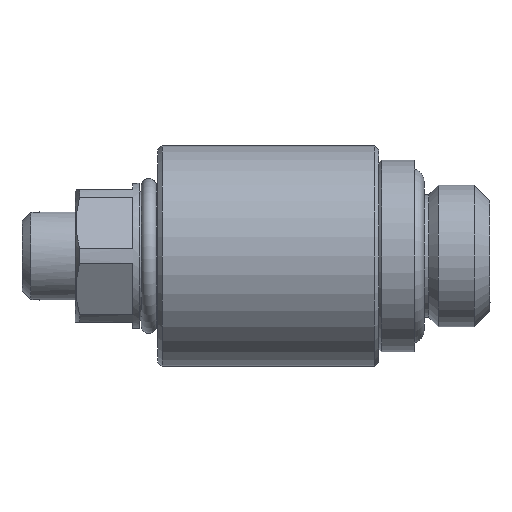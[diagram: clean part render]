
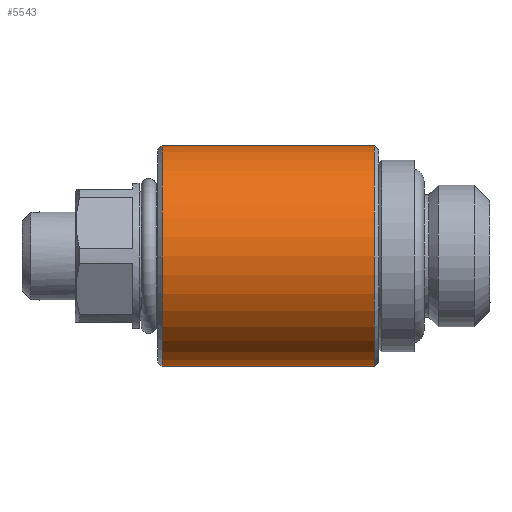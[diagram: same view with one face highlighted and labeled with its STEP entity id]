
A CAD part, left-side view. The second image highlights one B-rep face of the part: STEP entity #5543.
In plain terms, the highlighted cylindrical face has radius 7.5 mm (diameter 15 mm), a full revolution.
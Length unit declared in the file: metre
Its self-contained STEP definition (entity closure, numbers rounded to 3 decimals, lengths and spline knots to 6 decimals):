
#33=CYLINDRICAL_SURFACE('',#5778,0.0075);
#53=CIRCLE('',#5599,0.0075);
#75=CIRCLE('',#5652,0.0075);
#1924=ORIENTED_EDGE('',*,*,#2268,.T.);
#1925=ORIENTED_EDGE('',*,*,#2480,.T.);
#1926=ORIENTED_EDGE('',*,*,#2297,.T.);
#1927=ORIENTED_EDGE('',*,*,#2168,.F.);
#2168=EDGE_CURVE('',#2691,#2691,#53,.T.);
#2268=EDGE_CURVE('',#2765,#2763,#2938,.T.);
#2297=EDGE_CURVE('',#2785,#2785,#75,.T.);
#2480=EDGE_CURVE('',#2763,#2765,#2996,.T.);
#2691=VERTEX_POINT('',#8236);
#2763=VERTEX_POINT('',#9013);
#2765=VERTEX_POINT('',#9036);
#2785=VERTEX_POINT('',#9424);
#2938=B_SPLINE_CURVE_WITH_KNOTS('',3,(#9015,#9016,#9017,#9018,#9019,#9020,
#9021,#9022,#9023,#9024,#9025,#9026,#9027,#9028,#9029,#9030,#9031,#9032,
#9033,#9034,#9035),.UNSPECIFIED.,.F.,.F.,(4,1,1,1,1,1,1,1,1,1,1,1,1,1,1,
1,1,1,4),(0.,0.03125,0.0625,0.125,0.1875,0.25,0.375,0.4375,0.5,0.5625,0.625,
0.75,0.8125,0.875,0.90625,0.9375,0.96875,0.984375,1.),.UNSPECIFIED.);
#2996=B_SPLINE_CURVE_WITH_KNOTS('',3,(#11914,#11915,#11916,#11917,#11918,
#11919,#11920,#11921,#11922,#11923,#11924,#11925,#11926,#11927,#11928,#11929,
#11930,#11931,#11932,#11933,#11934),.UNSPECIFIED.,.F.,.F.,(4,1,1,1,1,1,
1,1,1,1,1,1,1,1,1,1,1,1,4),(0.,0.015625,0.03125,0.0625,0.09375,0.125,0.1875,
0.25,0.375,0.5,0.625,0.75,0.8125,0.875,0.90625,0.9375,0.96875,0.984375,
1.),.UNSPECIFIED.);
#3280=EDGE_LOOP('',(#1924,#1925));
#3281=EDGE_LOOP('',(#1926));
#3282=EDGE_LOOP('',(#1927));
#3568=FACE_BOUND('',#3280,.T.);
#3569=FACE_BOUND('',#3281,.T.);
#3570=FACE_BOUND('',#3282,.T.);
#5543=ADVANCED_FACE('',(#3568,#3569,#3570),#33,.T.);
#5599=AXIS2_PLACEMENT_3D('',#8235,#6010,#6011);
#5652=AXIS2_PLACEMENT_3D('',#9423,#6189,#6190);
#5778=AXIS2_PLACEMENT_3D('',#11935,#6567,#6568);
#6010=DIRECTION('',(0.,-1.,0.));
#6011=DIRECTION('',(0.,0.,-1.));
#6189=DIRECTION('',(0.,-1.,0.));
#6190=DIRECTION('',(0.,0.,-1.));
#6567=DIRECTION('',(0.,1.,0.));
#6568=DIRECTION('',(0.,0.,-1.));
#8235=CARTESIAN_POINT('',(0.,0.0082,0.));
#8236=CARTESIAN_POINT('',(0.,0.0082,-0.0075));
#9013=CARTESIAN_POINT('',(0.005662,0.015337,-0.004918));
#9015=CARTESIAN_POINT('',(0.005662,0.015477,0.004918));
#9016=CARTESIAN_POINT('',(0.005666,0.015663,0.004914));
#9017=CARTESIAN_POINT('',(0.005683,0.015985,0.004894));
#9018=CARTESIAN_POINT('',(0.005773,0.016638,0.004789));
#9019=CARTESIAN_POINT('',(0.005979,0.01743,0.004535));
#9020=CARTESIAN_POINT('',(0.006291,0.018248,0.0041));
#9021=CARTESIAN_POINT('',(0.006779,0.019264,0.003276));
#9022=CARTESIAN_POINT('',(0.007211,0.01999,0.002229));
#9023=CARTESIAN_POINT('',(0.007465,0.020397,0.000928));
#9024=CARTESIAN_POINT('',(0.007521,0.020483,-0.000071));
#9025=CARTESIAN_POINT('',(0.007447,0.020369,-0.001061));
#9026=CARTESIAN_POINT('',(0.007172,0.019925,-0.00235));
#9027=CARTESIAN_POINT('',(0.006731,0.019179,-0.003371));
#9028=CARTESIAN_POINT('',(0.006241,0.018131,-0.004174));
#9029=CARTESIAN_POINT('',(0.005993,0.017455,-0.004513));
#9030=CARTESIAN_POINT('',(0.005819,0.016807,-0.004732));
#9031=CARTESIAN_POINT('',(0.00573,0.016355,-0.004839));
#9032=CARTESIAN_POINT('',(0.005677,0.015892,-0.004901));
#9033=CARTESIAN_POINT('',(0.005667,0.015647,-0.004913));
#9034=CARTESIAN_POINT('',(0.005663,0.015447,-0.004917));
#9035=CARTESIAN_POINT('',(0.005662,0.015337,-0.004918));
#9036=CARTESIAN_POINT('',(0.005662,0.015477,0.004918));
#9423=CARTESIAN_POINT('',(0.,0.0226,0.));
#9424=CARTESIAN_POINT('',(0.,0.0226,-0.0075));
#11914=CARTESIAN_POINT('',(0.005662,0.015337,-0.004918));
#11915=CARTESIAN_POINT('',(0.005664,0.015228,-0.004916));
#11916=CARTESIAN_POINT('',(0.005668,0.015096,-0.004912));
#11917=CARTESIAN_POINT('',(0.005693,0.014743,-0.004882));
#11918=CARTESIAN_POINT('',(0.00575,0.014336,-0.004816));
#11919=CARTESIAN_POINT('',(0.005849,0.013868,-0.004695));
#11920=CARTESIAN_POINT('',(0.006029,0.013238,-0.004466));
#11921=CARTESIAN_POINT('',(0.006298,0.01254,-0.004089));
#11922=CARTESIAN_POINT('',(0.006771,0.01155,-0.00329));
#11923=CARTESIAN_POINT('',(0.007325,0.010619,-0.001957));
#11924=CARTESIAN_POINT('',(0.007596,0.010202,0.000073));
#11925=CARTESIAN_POINT('',(0.007288,0.010677,0.002083));
#11926=CARTESIAN_POINT('',(0.006722,0.01164,0.003387));
#11927=CARTESIAN_POINT('',(0.00625,0.012651,0.004161));
#11928=CARTESIAN_POINT('',(0.005988,0.01336,0.00452));
#11929=CARTESIAN_POINT('',(0.005818,0.013999,0.004734));
#11930=CARTESIAN_POINT('',(0.005728,0.014471,0.004842));
#11931=CARTESIAN_POINT('',(0.005679,0.014881,0.004899));
#11932=CARTESIAN_POINT('',(0.005663,0.015237,0.004918));
#11933=CARTESIAN_POINT('',(0.005663,0.015364,0.004918));
#11934=CARTESIAN_POINT('',(0.005662,0.015477,0.004918));
#11935=CARTESIAN_POINT('',(0.,0.005519,0.));
